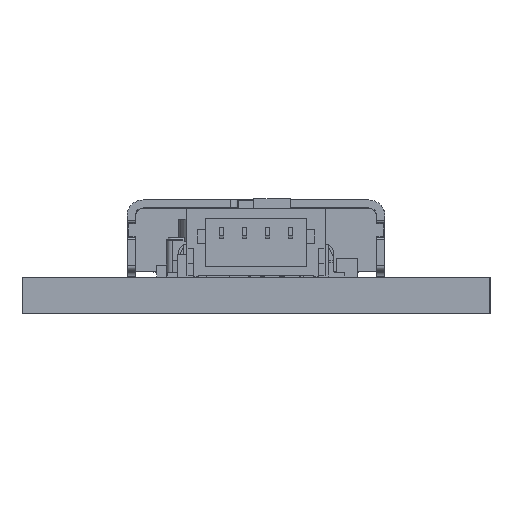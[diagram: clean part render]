
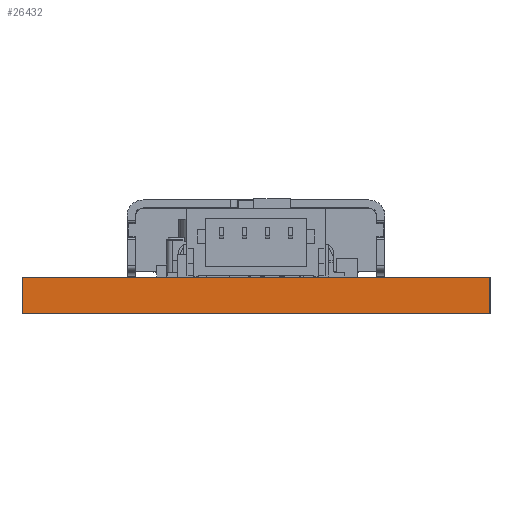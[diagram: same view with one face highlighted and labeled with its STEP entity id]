
A CAD part, left-side view. The second image highlights one B-rep face of the part: STEP entity #26432.
In plain terms, the highlighted planar face has unit normal (-1, 0, 0).
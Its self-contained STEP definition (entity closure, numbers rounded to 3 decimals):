
#520=PLANE('',#28198);
#1518=FACE_OUTER_BOUND('',#2934,.T.);
#2934=EDGE_LOOP('',(#18129,#18130,#18131,#18132));
#4651=LINE('',#38741,#7510);
#4652=LINE('',#38744,#7511);
#4653=LINE('',#38746,#7512);
#4654=LINE('',#38747,#7513);
#7510=VECTOR('',#31120,10.);
#7511=VECTOR('',#31123,10.);
#7512=VECTOR('',#31124,10.);
#7513=VECTOR('',#31125,10.);
#11459=VERTEX_POINT('',#38735);
#11461=VERTEX_POINT('',#38739);
#11462=VERTEX_POINT('',#38743);
#11463=VERTEX_POINT('',#38745);
#14112=EDGE_CURVE('',#11459,#11461,#4651,.T.);
#14113=EDGE_CURVE('',#11459,#11462,#4652,.T.);
#14114=EDGE_CURVE('',#11463,#11461,#4653,.T.);
#14115=EDGE_CURVE('',#11462,#11463,#4654,.T.);
#18129=ORIENTED_EDGE('',*,*,#14113,.F.);
#18130=ORIENTED_EDGE('',*,*,#14112,.T.);
#18131=ORIENTED_EDGE('',*,*,#14114,.F.);
#18132=ORIENTED_EDGE('',*,*,#14115,.F.);
#26432=ADVANCED_FACE('',(#1518),#520,.T.);
#28198=AXIS2_PLACEMENT_3D('',#38742,#31121,#31122);
#31120=DIRECTION('',(0.,0.,1.));
#31121=DIRECTION('center_axis',(-1.,0.,0.));
#31122=DIRECTION('ref_axis',(0.,-1.,0.));
#31123=DIRECTION('',(0.,1.,0.));
#31124=DIRECTION('',(0.,-1.,0.));
#31125=DIRECTION('',(0.,0.,1.));
#38735=CARTESIAN_POINT('',(0.,-1.27,0.));
#38739=CARTESIAN_POINT('',(0.,-1.27,1.57));
#38741=CARTESIAN_POINT('',(0.,-1.27,0.));
#38742=CARTESIAN_POINT('Origin',(0.,19.05,0.));
#38743=CARTESIAN_POINT('',(0.,19.05,0.));
#38744=CARTESIAN_POINT('',(0.,-1.27,0.));
#38745=CARTESIAN_POINT('',(0.,19.05,1.57));
#38746=CARTESIAN_POINT('',(0.,-1.27,1.57));
#38747=CARTESIAN_POINT('',(0.,19.05,0.));
